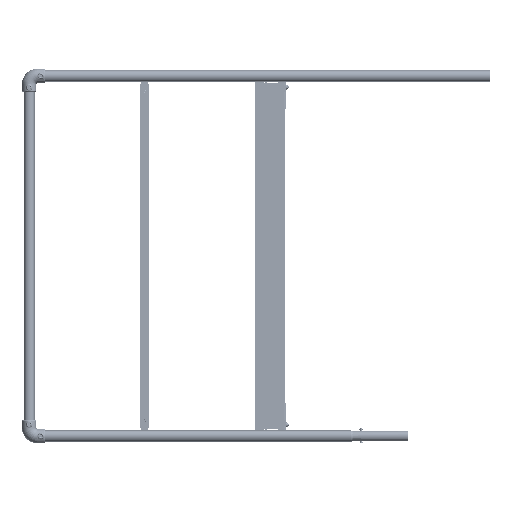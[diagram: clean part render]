
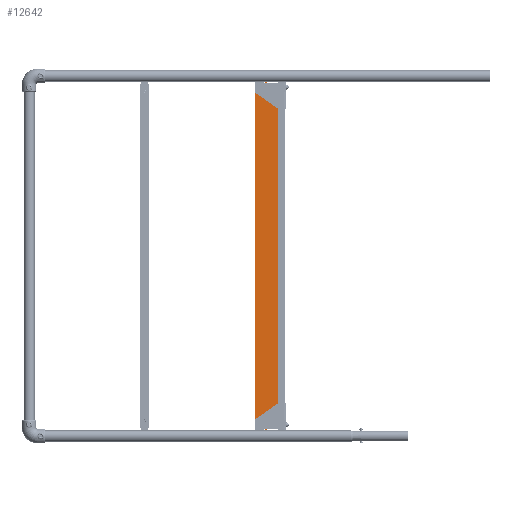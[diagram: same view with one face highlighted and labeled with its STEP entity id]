
A CAD part, left-side view. The second image highlights one B-rep face of the part: STEP entity #12642.
In plain terms, the highlighted planar face has unit normal (-1, 0, 0).
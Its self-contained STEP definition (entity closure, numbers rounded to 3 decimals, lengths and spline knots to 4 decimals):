
#2259 = ORIENTED_EDGE ( 'NONE', *, *, #185579, .F. ) ;
#5456 = ORIENTED_EDGE ( 'NONE', *, *, #91291, .T. ) ;
#5970 = AXIS2_PLACEMENT_3D ( 'NONE', #35904, #180856, #61092 ) ;
#9895 = CARTESIAN_POINT ( 'NONE',  ( -0.279, 0.1022, 0.75 ) ) ;
#12642 = ADVANCED_FACE ( 'NONE', ( #150526, #148985, #271694 ), #221383, .T. ) ;
#26231 = VERTEX_POINT ( 'NONE', #254338 ) ;
#33374 = CARTESIAN_POINT ( 'NONE',  ( -0.279, 0.0522, -0.734 ) ) ;
#35204 = DIRECTION ( 'NONE',  ( 0., 0., -1. ) ) ;
#35904 = CARTESIAN_POINT ( 'NONE',  ( -0.279, 0.0522, -0.69 ) ) ;
#36913 = CARTESIAN_POINT ( 'NONE',  ( -0.279, 0.0522, -0.75 ) ) ;
#42013 = EDGE_CURVE ( 'NONE', #265979, #101929, #139980, .T. ) ;
#43409 = DIRECTION ( 'NONE',  ( 1., 0., 0. ) ) ;
#47575 = DIRECTION ( 'NONE',  ( 0., 0., -1. ) ) ;
#49758 = CARTESIAN_POINT ( 'NONE',  ( -0.279, 0.0522, -0.69 ) ) ;
#52828 = DIRECTION ( 'NONE',  ( 0., 0., 1. ) ) ;
#61008 = EDGE_CURVE ( 'NONE', #275314, #160789, #237759, .T. ) ;
#61092 = DIRECTION ( 'NONE',  ( 0., 0., 1. ) ) ;
#64941 = LINE ( 'NONE', #9895, #155341 ) ;
#66147 = VERTEX_POINT ( 'NONE', #135284 ) ;
#66541 = CARTESIAN_POINT ( 'NONE',  ( -0.279, 0.0522, 0.734 ) ) ;
#69097 = CARTESIAN_POINT ( 'NONE',  ( -0.279, 0.1022, -0.7232 ) ) ;
#73757 = CARTESIAN_POINT ( 'NONE',  ( -0.279, 0.0522, 0.69 ) ) ;
#91291 = EDGE_CURVE ( 'NONE', #303247, #239944, #150205, .T. ) ;
#92962 = CIRCLE ( 'NONE', #198372, 0.0057 ) ;
#101929 = VERTEX_POINT ( 'NONE', #277746 ) ;
#106025 = DIRECTION ( 'NONE',  ( 0., 0., 1. ) ) ;
#106700 = CIRCLE ( 'NONE', #207202, 0.0057 ) ;
#108286 = CARTESIAN_POINT ( 'NONE',  ( -0.279, 0.0522, -0.7283 ) ) ;
#110206 = AXIS2_PLACEMENT_3D ( 'NONE', #265522, #268588, #52828 ) ;
#112343 = EDGE_LOOP ( 'NONE', ( #167646, #126890 ) ) ;
#116681 = EDGE_LOOP ( 'NONE', ( #2259, #5456, #245291, #276273, #157368 ) ) ;
#119190 = DIRECTION ( 'NONE',  ( 0., 0., 1. ) ) ;
#119529 = DIRECTION ( 'NONE',  ( 0., 0., 1. ) ) ;
#122249 = DIRECTION ( 'NONE',  ( -1., 0., 0. ) ) ;
#124652 = AXIS2_PLACEMENT_3D ( 'NONE', #271489, #225835, #35204 ) ;
#124897 = EDGE_CURVE ( 'NONE', #26231, #208111, #252134, .T. ) ;
#126890 = ORIENTED_EDGE ( 'NONE', *, *, #42013, .T. ) ;
#135284 = CARTESIAN_POINT ( 'NONE',  ( -0.279, 0.0022, -0.7232 ) ) ;
#139568 = DIRECTION ( 'NONE',  ( 0., 0., -1. ) ) ;
#139980 = CIRCLE ( 'NONE', #124652, 0.0057 ) ;
#141908 = CIRCLE ( 'NONE', #5970, 0.06 ) ;
#142941 = CARTESIAN_POINT ( 'NONE',  ( -0.279, 0.0522, 0.7397 ) ) ;
#147783 = DIRECTION ( 'NONE',  ( 1., 0., 0. ) ) ;
#148479 = DIRECTION ( 'NONE',  ( 0., 0., -1. ) ) ;
#148985 = FACE_BOUND ( 'NONE', #173518, .T. ) ;
#150205 = CIRCLE ( 'NONE', #281009, 0.06 ) ;
#150526 = FACE_BOUND ( 'NONE', #112343, .T. ) ;
#155341 = VECTOR ( 'NONE', #106025, 1. ) ;
#157368 = ORIENTED_EDGE ( 'NONE', *, *, #61008, .F. ) ;
#160789 = VERTEX_POINT ( 'NONE', #297426 ) ;
#162690 = DIRECTION ( 'NONE',  ( 1., 0., 0. ) ) ;
#165552 = DIRECTION ( 'NONE',  ( 0., 0., -1. ) ) ;
#167646 = ORIENTED_EDGE ( 'NONE', *, *, #252528, .T. ) ;
#169904 = EDGE_CURVE ( 'NONE', #239944, #66147, #141908, .T. ) ;
#173518 = EDGE_LOOP ( 'NONE', ( #282091, #226921 ) ) ;
#180856 = DIRECTION ( 'NONE',  ( -1., 0., 0. ) ) ;
#185579 = EDGE_CURVE ( 'NONE', #303247, #275314, #64941, .T. ) ;
#198372 = AXIS2_PLACEMENT_3D ( 'NONE', #66541, #162690, #47575 ) ;
#205062 = VECTOR ( 'NONE', #165552, 1. ) ;
#207202 = AXIS2_PLACEMENT_3D ( 'NONE', #33374, #269639, #148479 ) ;
#208111 = VERTEX_POINT ( 'NONE', #108286 ) ;
#221383 = PLANE ( 'NONE',  #110206 ) ;
#225835 = DIRECTION ( 'NONE',  ( 1., 0., 0. ) ) ;
#226921 = ORIENTED_EDGE ( 'NONE', *, *, #248358, .T. ) ;
#231944 = AXIS2_PLACEMENT_3D ( 'NONE', #259170, #43409, #139568 ) ;
#237759 = CIRCLE ( 'NONE', #247821, 0.06 ) ;
#239944 = VERTEX_POINT ( 'NONE', #36913 ) ;
#245291 = ORIENTED_EDGE ( 'NONE', *, *, #169904, .T. ) ;
#247821 = AXIS2_PLACEMENT_3D ( 'NONE', #73757, #147783, #119529 ) ;
#248358 = EDGE_CURVE ( 'NONE', #208111, #26231, #106700, .T. ) ;
#252134 = CIRCLE ( 'NONE', #231944, 0.0057 ) ;
#252528 = EDGE_CURVE ( 'NONE', #101929, #265979, #92962, .T. ) ;
#254338 = CARTESIAN_POINT ( 'NONE',  ( -0.279, 0.0522, -0.7398 ) ) ;
#259170 = CARTESIAN_POINT ( 'NONE',  ( -0.279, 0.0522, -0.734 ) ) ;
#261553 = CARTESIAN_POINT ( 'NONE',  ( -0.279, 0.0022, 0.75 ) ) ;
#265522 = CARTESIAN_POINT ( 'NONE',  ( -0.279, 0.0522, 0. ) ) ;
#265979 = VERTEX_POINT ( 'NONE', #142941 ) ;
#268498 = CARTESIAN_POINT ( 'NONE',  ( -0.279, 0.1022, 0.7232 ) ) ;
#268588 = DIRECTION ( 'NONE',  ( -1., 0., 0. ) ) ;
#269639 = DIRECTION ( 'NONE',  ( 1., 0., 0. ) ) ;
#271489 = CARTESIAN_POINT ( 'NONE',  ( -0.279, 0.0522, 0.734 ) ) ;
#271694 = FACE_OUTER_BOUND ( 'NONE', #116681, .T. ) ;
#274446 = EDGE_CURVE ( 'NONE', #160789, #66147, #282059, .T. ) ;
#275314 = VERTEX_POINT ( 'NONE', #268498 ) ;
#276273 = ORIENTED_EDGE ( 'NONE', *, *, #274446, .F. ) ;
#277746 = CARTESIAN_POINT ( 'NONE',  ( -0.279, 0.0522, 0.7282 ) ) ;
#281009 = AXIS2_PLACEMENT_3D ( 'NONE', #49758, #122249, #119190 ) ;
#282059 = LINE ( 'NONE', #261553, #205062 ) ;
#282091 = ORIENTED_EDGE ( 'NONE', *, *, #124897, .T. ) ;
#297426 = CARTESIAN_POINT ( 'NONE',  ( -0.279, 0.0022, 0.7232 ) ) ;
#303247 = VERTEX_POINT ( 'NONE', #69097 ) ;
